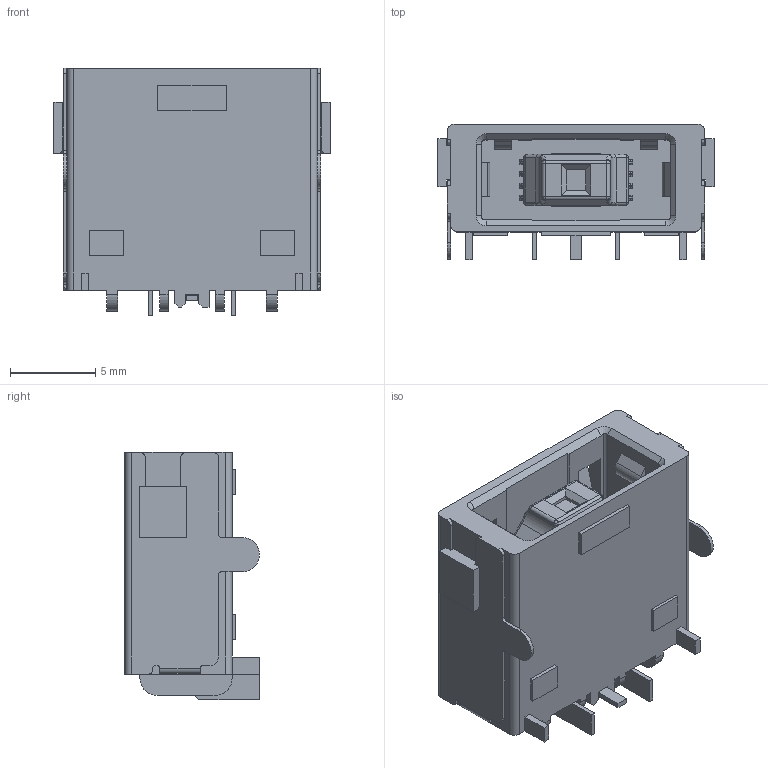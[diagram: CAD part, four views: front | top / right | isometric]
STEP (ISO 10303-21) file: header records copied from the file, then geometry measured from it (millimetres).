
FILE_DESCRIPTION((''),'2;1');
FILE_NAME('C-1-2129458-1','2014-08-08T',('workeradm'),('Tyco Electronics Ltd.'),'PRO/ENGINEER BY PARAMETRIC TECHNOLOGY CORPORATION, 2013050','PRO/ENGINEER BY PARAMETRIC TECHNOLOGY CORPORATION, 2013050','');
FILE_SCHEMA(('AUTOMOTIVE_DESIGN { 1 0 10303 214 1 1 1 1 }'));
Length unit declared in the file: millimetre
Products named in the file (1): C-1-2129458-1
Bounding box: 16.2 x 7.9 x 14.5 mm (x, y, z)
Volume: 902.9 mm3; surface area: 1316.7 mm2
Topology: 1 solids, 1 shells, 454 faces, 1213 edges, 778 vertices
Faces by surface type: plane 274, cylinder 140, torus 20, bspline 16, cone 4
Entity records: 15685 total; most frequent: CARTESIAN_POINT 4123, ORIENTED_EDGE 2426, DIRECTION 2317, EDGE_CURVE 1213, VECTOR 865, LINE 865, VERTEX_POINT 778, AXIS2_PLACEMENT_3D 726
